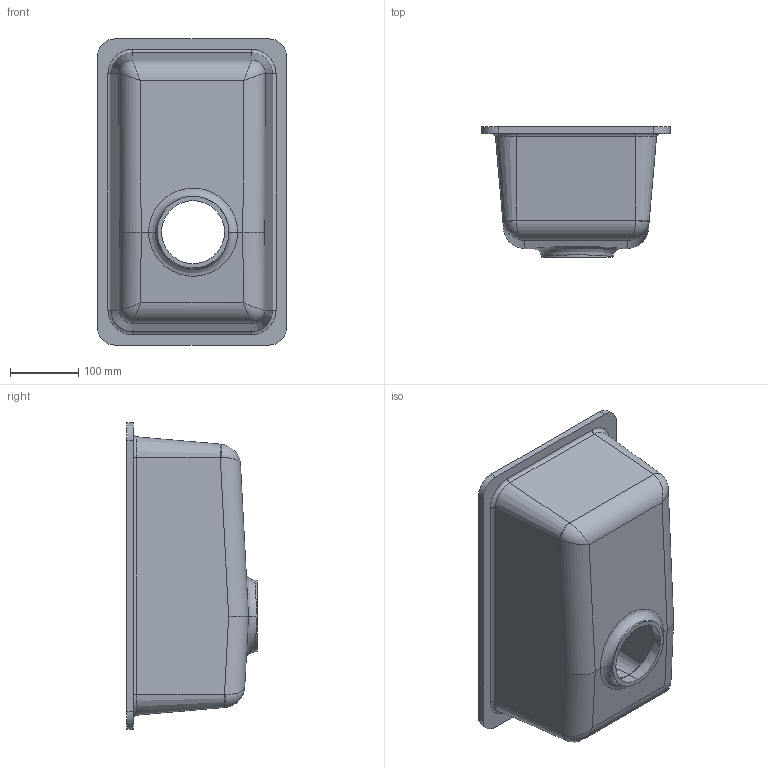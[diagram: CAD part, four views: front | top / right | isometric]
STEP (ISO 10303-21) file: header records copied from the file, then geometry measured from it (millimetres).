
FILE_DESCRIPTION (( 'STEP AP214' ), '1' );
FILE_NAME ('US-1711.STEP', '2021-04-12T10:25:33', ( '' ), ( '' ), 'SwSTEP 2.0', 'SolidWorks 2020', '' );
FILE_SCHEMA (( 'AUTOMOTIVE_DESIGN' ));
Length unit declared in the file: inch
Products named in the file (1): US-1711
Bounding box: 276.23 x 190.5 x 447.68 mm (x, y, z)
Volume: 1907829.7 mm3; surface area: 578538.7 mm2
Topology: 1 solids, 1 shells, 86 faces, 207 edges, 116 vertices
Faces by surface type: cylinder 27, bspline 22, plane 19, cone 10, torus 8
Entity records: 21562 total; most frequent: CARTESIAN_POINT 19781, ORIENTED_EDGE 398, DIRECTION 303, EDGE_CURVE 199, VERTEX_POINT 116, AXIS2_PLACEMENT_3D 112, EDGE_LOOP 89, FACE_OUTER_BOUND 86
